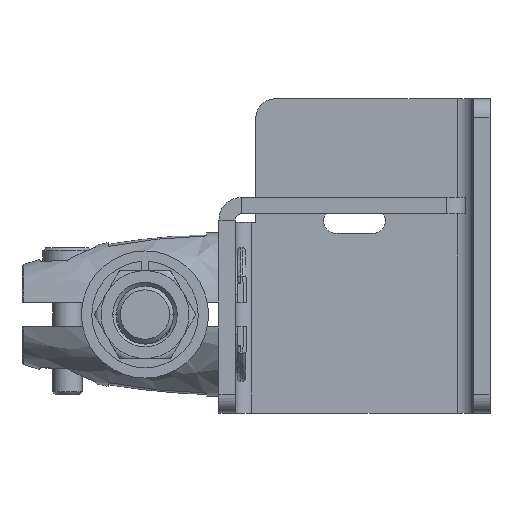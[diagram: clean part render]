
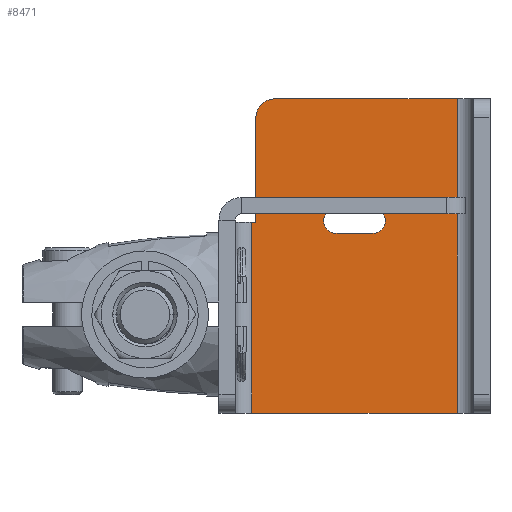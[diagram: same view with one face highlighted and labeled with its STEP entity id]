
A CAD part, front view. The second image highlights one B-rep face of the part: STEP entity #8471.
In plain terms, the highlighted planar face has unit normal (0, -1, 0).
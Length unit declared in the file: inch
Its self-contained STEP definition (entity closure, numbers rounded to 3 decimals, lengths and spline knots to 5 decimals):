
#570=DIRECTION('',(0.,0.,-1.));
#571=VECTOR('',#570,2.00787);
#572=CARTESIAN_POINT('',(1.99528,0.98976,1.37795));
#573=LINE('',#572,#571);
#680=CARTESIAN_POINT('',(0.82677,0.98976,1.25984));
#681=DIRECTION('',(0.,-1.,0.));
#682=DIRECTION('',(0.,0.,1.));
#683=AXIS2_PLACEMENT_3D('',#680,#681,#682);
#685=DIRECTION('',(1.,0.,0.));
#686=VECTOR('',#685,1.1685);
#687=CARTESIAN_POINT('',(0.82677,0.98976,1.37795));
#688=LINE('',#687,#686);
#689=DIRECTION('',(-1.,0.,0.));
#690=VECTOR('',#689,1.31339);
#691=CARTESIAN_POINT('',(1.99528,0.98976,
-0.62992));
#692=LINE('',#691,#690);
#693=DIRECTION('',(1.,0.,0.));
#694=VECTOR('',#693,0.02677);
#695=CARTESIAN_POINT('',(0.68189,0.98976,
0.59055));
#696=LINE('',#695,#694);
#697=DIRECTION('',(0.,0.,1.));
#698=VECTOR('',#697,0.66929);
#699=CARTESIAN_POINT('',(0.70866,0.98976,
0.59055));
#700=LINE('',#699,#698);
#701=DIRECTION('',(1.,0.,0.));
#702=VECTOR('',#701,0.23622);
#703=CARTESIAN_POINT('',(1.22047,0.98976,0.51969));
#704=LINE('',#703,#702);
#705=CARTESIAN_POINT('',(1.45669,0.98976,0.59843));
#706=DIRECTION('',(0.,1.,0.));
#707=DIRECTION('',(0.,0.,1.));
#708=AXIS2_PLACEMENT_3D('',#705,#706,#707);
#710=DIRECTION('',(-1.,0.,0.));
#711=VECTOR('',#710,0.23622);
#712=CARTESIAN_POINT('',(1.45669,0.98976,0.67717));
#713=LINE('',#712,#711);
#714=CARTESIAN_POINT('',(1.22047,0.98976,0.59843));
#715=DIRECTION('',(0.,1.,0.));
#716=DIRECTION('',(0.,0.,-1.));
#717=AXIS2_PLACEMENT_3D('',#714,#715,#716);
#731=DIRECTION('',(0.,0.,1.));
#732=VECTOR('',#731,1.22047);
#733=CARTESIAN_POINT('',(0.68189,0.98976,
-0.62992));
#734=LINE('',#733,#732);
#6991=CARTESIAN_POINT('',(0.68189,0.98976,
0.59055));
#6992=CARTESIAN_POINT('',(0.70866,0.98976,
0.59055));
#6993=VERTEX_POINT('',#6991);
#6994=VERTEX_POINT('',#6992);
#7007=CARTESIAN_POINT('',(0.68189,0.98976,
-0.62992));
#7008=VERTEX_POINT('',#7007);
#7023=CARTESIAN_POINT('',(1.99528,0.98976,
-0.62992));
#7024=VERTEX_POINT('',#7023);
#7025=CARTESIAN_POINT('',(1.99528,0.98976,1.37795));
#7026=VERTEX_POINT('',#7025);
#7035=CARTESIAN_POINT('',(0.82677,0.98976,
1.37795));
#7036=CARTESIAN_POINT('',(0.70866,0.98976,
1.25984));
#7037=VERTEX_POINT('',#7035);
#7038=VERTEX_POINT('',#7036);
#7091=CARTESIAN_POINT('',(1.22047,0.98976,
0.51969));
#7092=CARTESIAN_POINT('',(1.45669,0.98976,
0.51969));
#7093=VERTEX_POINT('',#7091);
#7094=VERTEX_POINT('',#7092);
#7095=CARTESIAN_POINT('',(1.45669,0.98976,
0.67717));
#7096=VERTEX_POINT('',#7095);
#7097=CARTESIAN_POINT('',(1.22047,0.98976,
0.67717));
#7098=VERTEX_POINT('',#7097);
#8442=CARTESIAN_POINT('',(0.57717,0.98976,
-0.33994));
#8443=DIRECTION('',(0.,1.,0.));
#8444=DIRECTION('',(0.,0.,1.));
#8445=AXIS2_PLACEMENT_3D('',#8442,#8443,#8444);
#8446=PLANE('',#8445);
#8447=ORIENTED_EDGE('',*,*,#8432,.F.);
#8449=ORIENTED_EDGE('',*,*,#8448,.T.);
#8450=ORIENTED_EDGE('',*,*,#8316,.T.);
#8452=ORIENTED_EDGE('',*,*,#8451,.T.);
#8454=ORIENTED_EDGE('',*,*,#8453,.T.);
#8456=ORIENTED_EDGE('',*,*,#8455,.T.);
#8458=ORIENTED_EDGE('',*,*,#8457,.T.);
#8459=EDGE_LOOP('',(#8447,#8449,#8450,#8452,#8454,#8456,#8458));
#8460=FACE_OUTER_BOUND('',#8459,.F.);
#8462=ORIENTED_EDGE('',*,*,#8461,.T.);
#8464=ORIENTED_EDGE('',*,*,#8463,.F.);
#8466=ORIENTED_EDGE('',*,*,#8465,.T.);
#8468=ORIENTED_EDGE('',*,*,#8467,.F.);
#8469=EDGE_LOOP('',(#8462,#8464,#8466,#8468));
#8470=FACE_BOUND('',#8469,.F.);
#8471=ADVANCED_FACE('',(#8460,#8470),#8446,.F.);
#684=CIRCLE('',#683,0.11811);
#709=CIRCLE('',#708,0.07874);
#718=CIRCLE('',#717,0.07874);
#8316=EDGE_CURVE('',#7026,#7024,#573,.T.);
#8432=EDGE_CURVE('',#7037,#7038,#684,.T.);
#8448=EDGE_CURVE('',#7037,#7026,#688,.T.);
#8451=EDGE_CURVE('',#7024,#7008,#692,.T.);
#8453=EDGE_CURVE('',#7008,#6993,#734,.T.);
#8455=EDGE_CURVE('',#6993,#6994,#696,.T.);
#8457=EDGE_CURVE('',#6994,#7038,#700,.T.);
#8461=EDGE_CURVE('',#7093,#7094,#704,.T.);
#8463=EDGE_CURVE('',#7096,#7094,#709,.T.);
#8465=EDGE_CURVE('',#7096,#7098,#713,.T.);
#8467=EDGE_CURVE('',#7093,#7098,#718,.T.);
